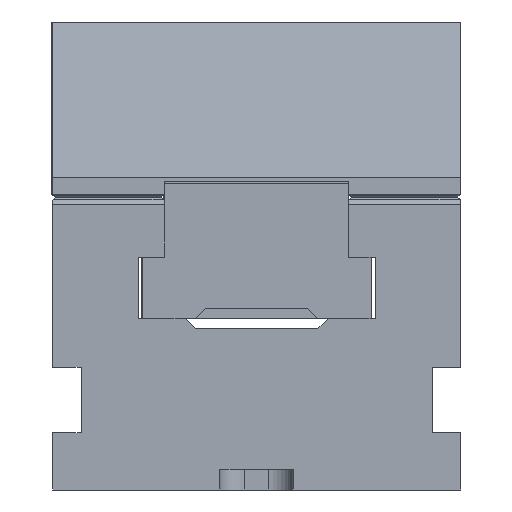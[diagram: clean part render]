
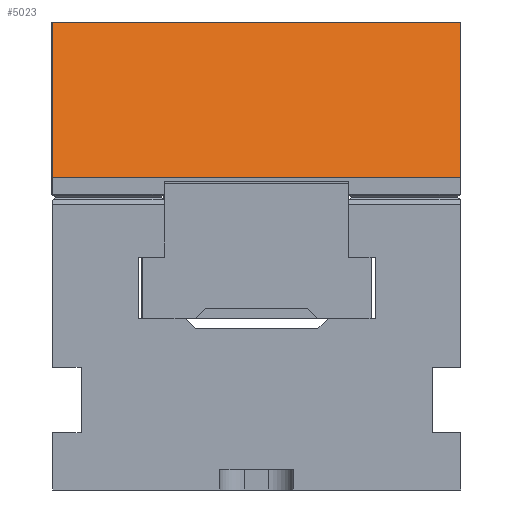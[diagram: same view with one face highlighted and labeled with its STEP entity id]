
A CAD part, front view. The second image highlights one B-rep face of the part: STEP entity #5023.
In plain terms, the highlighted face is planar.
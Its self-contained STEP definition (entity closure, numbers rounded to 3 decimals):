
#5023 = ADVANCED_FACE( '', ( #11308 ), #11309, .F. );
#11308 = FACE_OUTER_BOUND( '', #18959, .T. );
#11309 = PLANE( '', #18960 );
#18959 = EDGE_LOOP( '', ( #33765, #33766, #33767, #33768 ) );
#18960 = AXIS2_PLACEMENT_3D( '', #33769, #33770, #33771 );
#33765 = ORIENTED_EDGE( '', *, *, #52112, .T. );
#33766 = ORIENTED_EDGE( '', *, *, #49019, .F. );
#33767 = ORIENTED_EDGE( '', *, *, #49378, .F. );
#33768 = ORIENTED_EDGE( '', *, *, #52113, .T. );
#33769 = CARTESIAN_POINT( '', ( 50., 27.3, 43. ) );
#33770 = DIRECTION( '', ( 0., -0.966, -0.259 ) );
#33771 = DIRECTION( '', ( 0., 0.259, -0.966 ) );
#49019 = EDGE_CURVE( '', #60375, #60376, #60377, .T. );
#49378 = EDGE_CURVE( '', #60941, #60375, #60943, .T. );
#52112 = EDGE_CURVE( '', #65128, #60376, #65129, .T. );
#52113 = EDGE_CURVE( '', #60941, #65128, #65130, .T. );
#60375 = VERTEX_POINT( '', #76433 );
#60376 = VERTEX_POINT( '', #76434 );
#60377 = LINE( '', #76435, #76436 );
#60941 = VERTEX_POINT( '', #77250 );
#60943 = LINE( '', #77253, #77254 );
#65128 = VERTEX_POINT( '', #83462 );
#65129 = LINE( '', #83463, #83464 );
#65130 = LINE( '', #83465, #83466 );
#76433 = CARTESIAN_POINT( '', ( 50., 27.3, 43. ) );
#76434 = CARTESIAN_POINT( '', ( -50., 27.3, 43. ) );
#76435 = CARTESIAN_POINT( '', ( 50., 27.3, 43. ) );
#76436 = VECTOR( '', #91940, 1000. );
#77250 = CARTESIAN_POINT( '', ( 50., 37.5, 4.933 ) );
#77253 = CARTESIAN_POINT( '', ( 50., 27.3, 43. ) );
#77254 = VECTOR( '', #92249, 1000. );
#83462 = CARTESIAN_POINT( '', ( -50., 37.5, 4.933 ) );
#83463 = CARTESIAN_POINT( '', ( -50., 27.3, 43. ) );
#83464 = VECTOR( '', #94591, 1000. );
#83465 = CARTESIAN_POINT( '', ( 50., 37.5, 4.933 ) );
#83466 = VECTOR( '', #94592, 1000. );
#91940 = DIRECTION( '', ( -1., 0., 0. ) );
#92249 = DIRECTION( '', ( 0., -0.259, 0.966 ) );
#94591 = DIRECTION( '', ( 0., -0.259, 0.966 ) );
#94592 = DIRECTION( '', ( -1., 0., 0. ) );
